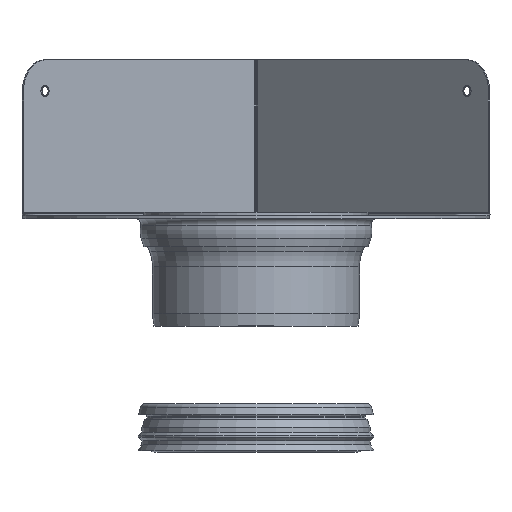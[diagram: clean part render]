
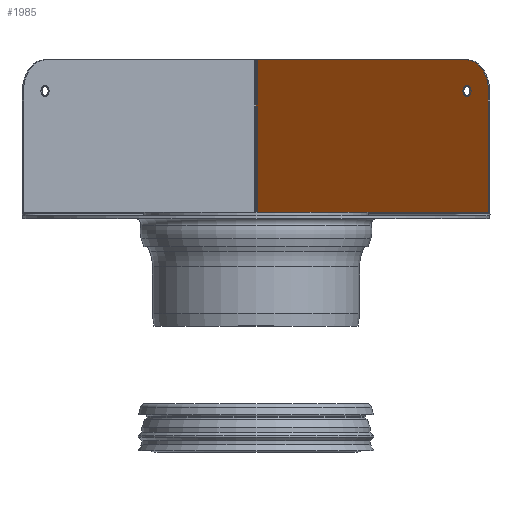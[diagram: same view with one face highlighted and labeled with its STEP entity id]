
A CAD part, left-side view. The second image highlights one B-rep face of the part: STEP entity #1985.
In plain terms, the highlighted planar face has unit normal (-0.707, 0.707, 0).
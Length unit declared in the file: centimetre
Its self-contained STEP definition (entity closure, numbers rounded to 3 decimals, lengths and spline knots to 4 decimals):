
#34=FACE_BOUND('',#379,.T.);
#118=PLANE('',#2456);
#248=FACE_OUTER_BOUND('',#378,.T.);
#378=EDGE_LOOP('',(#1399,#1400,#1401,#1402,#1403,#1404));
#379=EDGE_LOOP('',(#1405));
#603=CIRCLE('',#2447,3.3);
#607=CIRCLE('',#2454,20.);
#781=VERTEX_POINT('',#3576);
#790=VERTEX_POINT('',#3598);
#791=VERTEX_POINT('',#3600);
#792=VERTEX_POINT('',#3604);
#794=VERTEX_POINT('',#3610);
#795=VERTEX_POINT('',#3612);
#796=VERTEX_POINT('',#3614);
#1008=EDGE_CURVE('',#781,#781,#603,.T.);
#1018=EDGE_CURVE('',#790,#791,#607,.T.);
#1020=EDGE_CURVE('',#792,#791,#2123,.T.);
#1023=EDGE_CURVE('',#790,#794,#2126,.T.);
#1024=EDGE_CURVE('',#795,#794,#2127,.T.);
#1025=EDGE_CURVE('',#796,#795,#2128,.T.);
#1026=EDGE_CURVE('',#796,#792,#2129,.T.);
#1399=ORIENTED_EDGE('',*,*,#1018,.F.);
#1400=ORIENTED_EDGE('',*,*,#1023,.T.);
#1401=ORIENTED_EDGE('',*,*,#1024,.F.);
#1402=ORIENTED_EDGE('',*,*,#1025,.F.);
#1403=ORIENTED_EDGE('',*,*,#1026,.T.);
#1404=ORIENTED_EDGE('',*,*,#1020,.T.);
#1405=ORIENTED_EDGE('',*,*,#1008,.T.);
#1985=ADVANCED_FACE('',(#248,#34),#118,.T.);
#2123=LINE('',#3605,#2266);
#2126=LINE('',#3611,#2269);
#2127=LINE('',#3613,#2270);
#2128=LINE('',#3615,#2271);
#2129=LINE('',#3616,#2272);
#2266=VECTOR('',#2855,10.);
#2269=VECTOR('',#2860,10.);
#2270=VECTOR('',#2861,10.);
#2271=VECTOR('',#2862,10.);
#2272=VECTOR('',#2863,10.);
#2447=AXIS2_PLACEMENT_3D('',#3578,#2830,#2831);
#2454=AXIS2_PLACEMENT_3D('',#3601,#2850,#2851);
#2456=AXIS2_PLACEMENT_3D('',#3609,#2858,#2859);
#2830=DIRECTION('center_axis',(0.707,-0.707,0.));
#2831=DIRECTION('ref_axis',(0.,0.,
1.));
#2850=DIRECTION('center_axis',(0.707,-0.707,0.));
#2851=DIRECTION('ref_axis',(-0.5,-0.5,0.707));
#2855=DIRECTION('',(0.,0.,1.));
#2858=DIRECTION('center_axis',(-0.707,0.707,0.));
#2859=DIRECTION('ref_axis',(0.,0.,
-1.));
#2860=DIRECTION('',(0.707,0.707,0.));
#2861=DIRECTION('',(0.,0.,1.));
#2862=DIRECTION('',(0.707,0.707,0.));
#2863=DIRECTION('',(-0.707,-0.707,0.));
#3576=CARTESIAN_POINT('',(216.9884,-135.1508,147.7));
#3578=CARTESIAN_POINT('Origin',(216.9884,-135.1508,151.));
#3598=CARTESIAN_POINT('',(216.9884,-135.1508,171.));
#3600=CARTESIAN_POINT('',(202.8463,-149.2929,151.));
#3601=CARTESIAN_POINT('Origin',(216.9884,-135.1508,151.));
#3604=CARTESIAN_POINT('',(202.8463,-149.2929,73.));
#3605=CARTESIAN_POINT('',(202.8463,-149.2929,73.));
#3609=CARTESIAN_POINT('Origin',(277.1307,-75.0085,120.6527));
#3610=CARTESIAN_POINT('',(352.0892,-0.05,171.));
#3611=CARTESIAN_POINT('',(202.8463,-149.2929,171.));
#3612=CARTESIAN_POINT('',(352.0892,-0.05,73.));
#3613=CARTESIAN_POINT('',(352.0892,-0.05,73.));
#3614=CARTESIAN_POINT('',(351.4321,-0.7071,73.));
#3615=CARTESIAN_POINT('',(351.4321,-0.7071,73.));
#3616=CARTESIAN_POINT('',(276.7814,-75.3578,73.));
